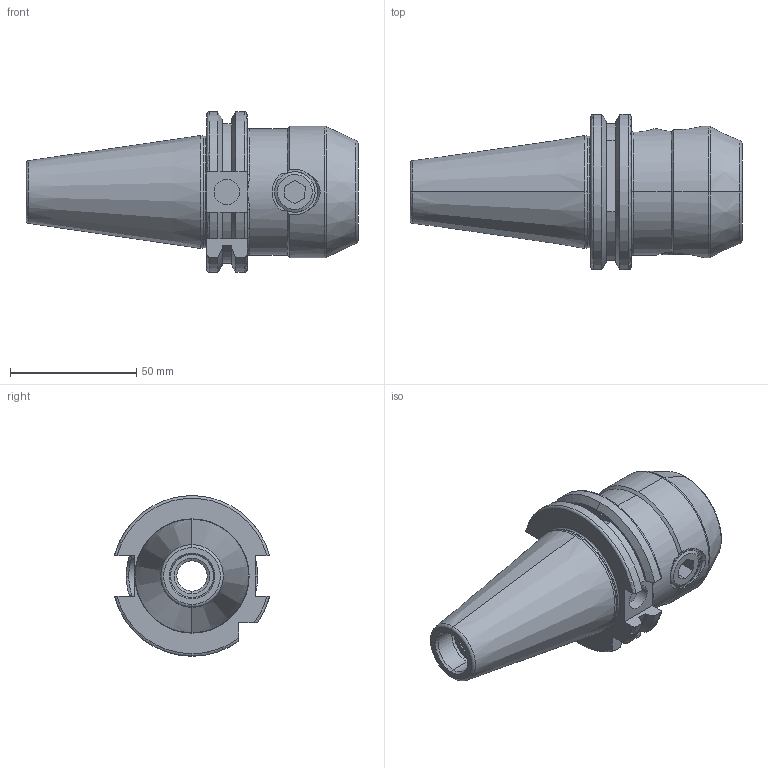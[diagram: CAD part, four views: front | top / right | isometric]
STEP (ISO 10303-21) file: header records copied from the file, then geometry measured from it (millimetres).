
FILE_DESCRIPTION (( 'STEP AP203' ), '1' );
FILE_NAME ('91406-WE120063.STEP', '2016-11-29T07:49:17', ( '' ), ( '' ), 'SwSTEP 2.0', 'SolidWorks 2009', '' );
FILE_SCHEMA (( 'CONFIG_CONTROL_DESIGN' ));
Length unit declared in the file: millimetre
Products named in the file (3): M16X16_ISO 4026 - M16 x 10-N; SK40 EM 20 063 WW; 91406-WE120063
Assembly tree (2 placements, depth 2):
  91406-WE120063
    SK40 EM 20 063 WW
    M16X16_ISO 4026 - M16 x 10-N
Bounding box: 131.4 x 61.48 x 63.55 mm (x, y, z)
Volume: 166828.8 mm3; surface area: 31786.5 mm2
Topology: 2 solids, 2 shells, 134 faces, 333 edges, 208 vertices
Faces by surface type: cylinder 40, plane 38, cone 29, torus 23, sphere 2, bspline 2
Entity records: 4758 total; most frequent: CARTESIAN_POINT 1249, DIRECTION 707, ORIENTED_EDGE 662, EDGE_CURVE 331, AXIS2_PLACEMENT_3D 290, VERTEX_POINT 208, CIRCLE 153, EDGE_LOOP 145
